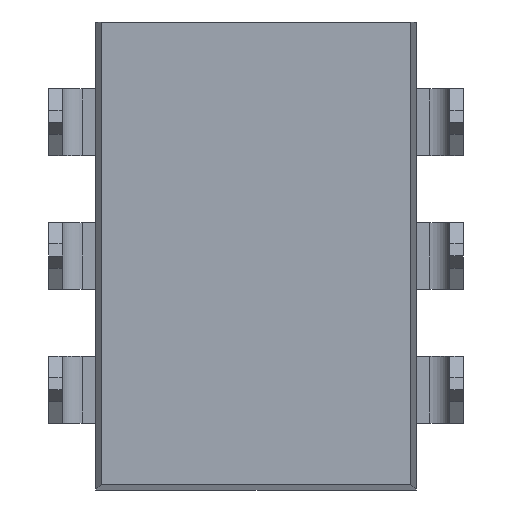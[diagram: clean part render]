
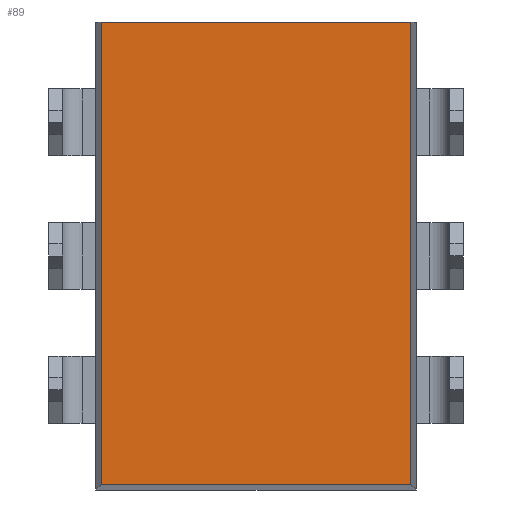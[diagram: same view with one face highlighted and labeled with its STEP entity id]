
A CAD part, front view. The second image highlights one B-rep face of the part: STEP entity #89.
In plain terms, the highlighted planar face has unit normal (0, -1, 0).
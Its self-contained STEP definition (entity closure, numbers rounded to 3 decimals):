
#89=ADVANCED_FACE('',(#981),#983,.T.);
#981=FACE_BOUND('',#982,.T.);
#982=EDGE_LOOP('',(#1681,#1682,#1683,#1684));
#983=PLANE('',#984);
#984=AXIS2_PLACEMENT_3D('',#985,#986,#987);
#985=CARTESIAN_POINT('',(0.762,0.381,-1.905));
#986=DIRECTION('',(0.,-1.,0.));
#987=DIRECTION('',(0.,0.,-1.));
#1681=ORIENTED_EDGE('',*,*,#2237,.T.);
#1682=ORIENTED_EDGE('',*,*,#2212,.T.);
#1683=ORIENTED_EDGE('',*,*,#2238,.T.);
#1684=ORIENTED_EDGE('',*,*,#2214,.T.);
#2212=EDGE_CURVE('',#2487,#2492,#2494,.T.);
#2214=EDGE_CURVE('',#2498,#2496,#2499,.T.);
#2237=EDGE_CURVE('',#2496,#2487,#2543,.F.);
#2238=EDGE_CURVE('',#2492,#2498,#2544,.T.);
#2487=VERTEX_POINT('',#2945);
#2492=VERTEX_POINT('',#2954);
#2494=LINE('',#2958,#2959);
#2496=VERTEX_POINT('',#2962);
#2498=VERTEX_POINT('',#2966);
#2499=LINE('',#2967,#2968);
#2543=LINE('',#3057,#3058);
#2544=LINE('',#3060,#3061);
#2945=CARTESIAN_POINT('',(0.873,0.381,6.985));
#2954=CARTESIAN_POINT('',(0.873,0.381,-1.794));
#2958=CARTESIAN_POINT('',(0.873,0.381,6.985));
#2959=VECTOR('',#2960,1.);
#2960=DIRECTION('',(0.,0.,-1.));
#2962=CARTESIAN_POINT('',(6.747,0.381,6.985));
#2966=CARTESIAN_POINT('',(6.747,0.381,-1.794));
#2967=CARTESIAN_POINT('',(6.747,0.381,-1.794));
#2968=VECTOR('',#2969,1.);
#2969=DIRECTION('',(0.,0.,1.));
#3057=CARTESIAN_POINT('',(0.873,0.381,6.985));
#3058=VECTOR('',#3059,1.);
#3059=DIRECTION('',(1.,0.,0.));
#3060=CARTESIAN_POINT('',(0.873,0.381,-1.794));
#3061=VECTOR('',#3062,1.);
#3062=DIRECTION('',(1.,0.,0.));
